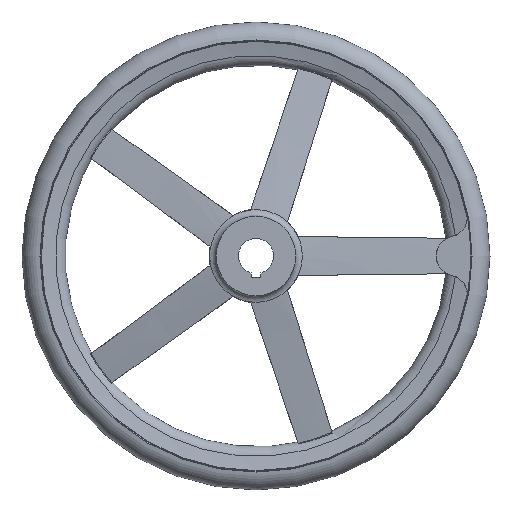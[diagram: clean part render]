
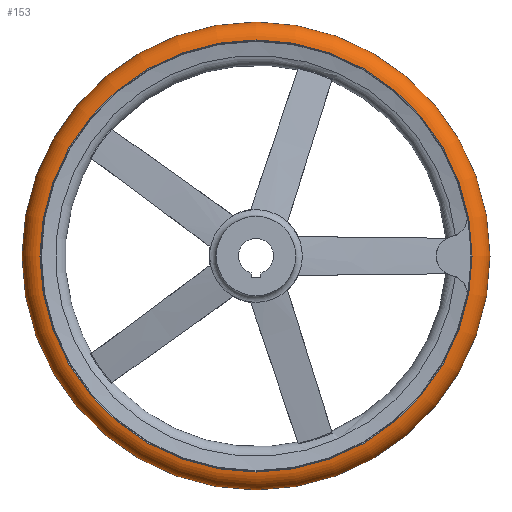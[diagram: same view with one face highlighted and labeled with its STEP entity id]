
A CAD part, front view. The second image highlights one B-rep face of the part: STEP entity #153.
In plain terms, the highlighted toroidal (fillet/blend) face has major radius 184 mm and minor radius 16 mm.
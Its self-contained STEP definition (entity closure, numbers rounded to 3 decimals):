
#153 = ADVANCED_FACE( '', ( #335, #336, #337 ), #338, .T. );
#335 = FACE_BOUND( '', #578, .T. );
#336 = FACE_OUTER_BOUND( '', #579, .T. );
#337 = FACE_OUTER_BOUND( '', #580, .T. );
#338 = TOROIDAL_SURFACE( '', #581, 184., 16. );
#578 = VERTEX_LOOP( '', #974 );
#579 = EDGE_LOOP( '', ( #975 ) );
#580 = EDGE_LOOP( '', ( #976 ) );
#581 = AXIS2_PLACEMENT_3D( '', #977, #978, #979 );
#974 = VERTEX_POINT( '', #1368 );
#975 = ORIENTED_EDGE( '', *, *, #1369, .T. );
#976 = ORIENTED_EDGE( '', *, *, #1248, .F. );
#977 = CARTESIAN_POINT( '', ( 0., 47., 0. ) );
#978 = DIRECTION( '', ( 0., -1., 0. ) );
#979 = DIRECTION( '', ( 0., 0., -1. ) );
#1248 = EDGE_CURVE( '', #1493, #1493, #1494, .T. );
#1368 = CARTESIAN_POINT( '', ( 0., 47., -200. ) );
#1369 = EDGE_CURVE( '', #1680, #1680, #1681, .T. );
#1493 = VERTEX_POINT( '', #1961 );
#1494 = CIRCLE( '', #1962, 184.667 );
#1680 = VERTEX_POINT( '', #2560 );
#1681 = CIRCLE( '', #2561, 184.667 );
#1961 = CARTESIAN_POINT( '', ( 0., 31.014, -184.667 ) );
#1962 = AXIS2_PLACEMENT_3D( '', #2787, #2788, #2789 );
#2560 = CARTESIAN_POINT( '', ( 0., 62.986, -184.667 ) );
#2561 = AXIS2_PLACEMENT_3D( '', #2912, #2913, #2914 );
#2787 = CARTESIAN_POINT( '', ( 0., 31.014, 0. ) );
#2788 = DIRECTION( '', ( 0., -1., 0. ) );
#2789 = DIRECTION( '', ( 0., 0., -1. ) );
#2912 = CARTESIAN_POINT( '', ( 0., 62.986, 0. ) );
#2913 = DIRECTION( '', ( 0., -1., 0. ) );
#2914 = DIRECTION( '', ( 0., 0., -1. ) );
